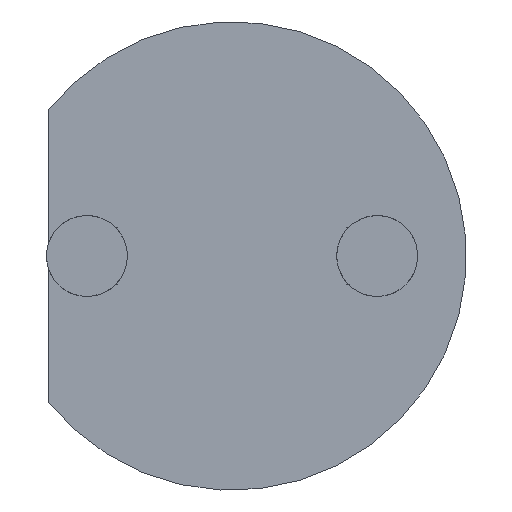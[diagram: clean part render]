
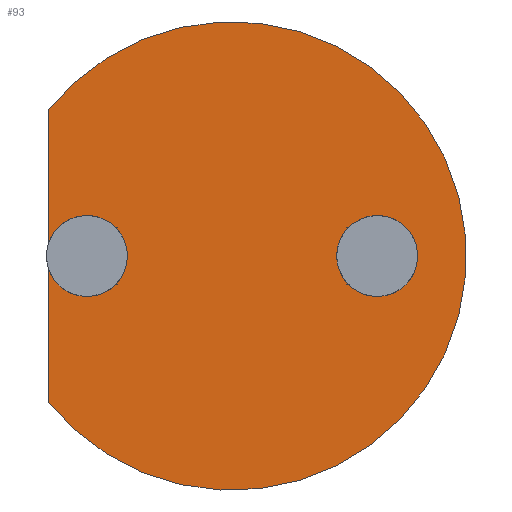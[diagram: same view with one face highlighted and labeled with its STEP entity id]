
A CAD part, front view. The second image highlights one B-rep face of the part: STEP entity #93.
In plain terms, the highlighted planar face has unit normal (0, -1, 0).
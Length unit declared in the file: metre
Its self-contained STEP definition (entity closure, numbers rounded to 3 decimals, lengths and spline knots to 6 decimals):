
#93 = ADVANCED_FACE( '', ( #209 ), #210, .F. );
#209 = FACE_OUTER_BOUND( '', #356, .T. );
#210 = PLANE( '', #357 );
#356 = EDGE_LOOP( '', ( #500, #501 ) );
#357 = AXIS2_PLACEMENT_3D( '', #502, #503, #504 );
#500 = ORIENTED_EDGE( '', *, *, #772, .F. );
#501 = ORIENTED_EDGE( '', *, *, #773, .T. );
#502 = CARTESIAN_POINT( '', ( 0.0005, -0.001, 0.00025 ) );
#503 = DIRECTION( '', ( 0., 1., 0. ) );
#504 = DIRECTION( '', ( -1., 0., 0. ) );
#772 = EDGE_CURVE( '', #893, #894, #895, .T. );
#773 = EDGE_CURVE( '', #893, #894, #896, .T. );
#893 = VERTEX_POINT( '', #1053 );
#894 = VERTEX_POINT( '', #1054 );
#895 = CIRCLE( '', #1055, 0.00205 );
#896 = LINE( '', #1056, #1057 );
#1053 = CARTESIAN_POINT( '', ( -0.00111, -0.001, 0.001519 ) );
#1054 = CARTESIAN_POINT( '', ( -0.00111, -0.001, -0.001019 ) );
#1055 = AXIS2_PLACEMENT_3D( '', #1217, #1218, #1219 );
#1056 = CARTESIAN_POINT( '', ( -0.00111, -0.001, -0.001019 ) );
#1057 = VECTOR( '', #1220, 1. );
#1217 = CARTESIAN_POINT( '', ( 0.0005, -0.001, 0.00025 ) );
#1218 = DIRECTION( '', ( 0., 1., 0. ) );
#1219 = DIRECTION( '', ( -1., 0., 0. ) );
#1220 = DIRECTION( '', ( 0., 0., -1. ) );
